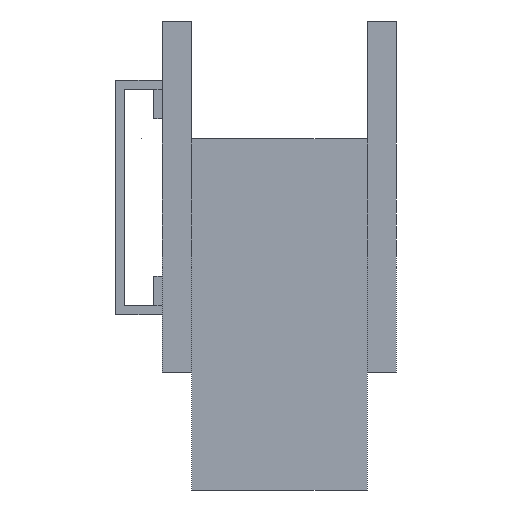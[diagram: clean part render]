
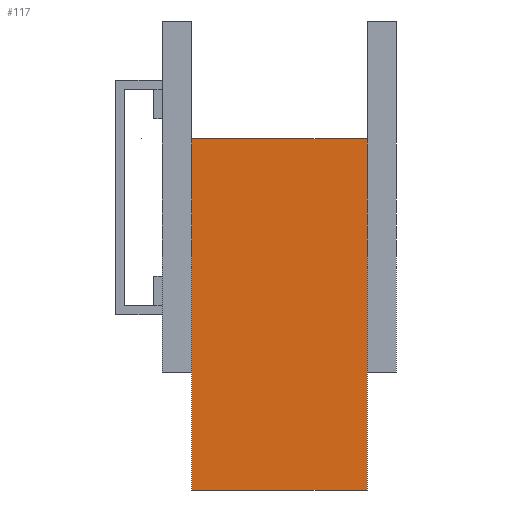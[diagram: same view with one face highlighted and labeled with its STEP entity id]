
A CAD part, left-side view. The second image highlights one B-rep face of the part: STEP entity #117.
In plain terms, the highlighted planar face has unit normal (-1, 0, 0).
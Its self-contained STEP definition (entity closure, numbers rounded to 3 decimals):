
#117=ADVANCED_FACE('',(#291),#2510,.T.);
#291=FACE_OUTER_BOUND('',#475,.T.);
#475=EDGE_LOOP('',(#796,#797,#798,#799,#800));
#796=ORIENTED_EDGE('',*,*,#1493,.T.);
#797=ORIENTED_EDGE('',*,*,#1515,.T.);
#798=ORIENTED_EDGE('',*,*,#1508,.T.);
#799=ORIENTED_EDGE('',*,*,#1514,.F.);
#800=ORIENTED_EDGE('',*,*,#1512,.F.);
#1493=EDGE_CURVE('',#2267,#2266,#1896,.T.);
#1508=EDGE_CURVE('',#2274,#2277,#1911,.T.);
#1512=EDGE_CURVE('',#2267,#2279,#1915,.T.);
#1514=EDGE_CURVE('',#2279,#2277,#1917,.T.);
#1515=EDGE_CURVE('',#2266,#2274,#1918,.T.);
#1896=B_SPLINE_CURVE_WITH_KNOTS('',1,(#3359,#3360),.UNSPECIFIED.,.F.,.F.,
(2,2),(32.441,54.882),.UNSPECIFIED.);
#1911=B_SPLINE_CURVE_WITH_KNOTS('',1,(#3389,#3390),.UNSPECIFIED.,.F.,.F.,
(2,2),(0.,30.),.UNSPECIFIED.);
#1915=B_SPLINE_CURVE_WITH_KNOTS('',1,(#3397,#3398),.UNSPECIFIED.,.F.,.F.,
(2,2),(0.,30.),.UNSPECIFIED.);
#1917=B_SPLINE_CURVE_WITH_KNOTS('',1,(#3401,#3402),.UNSPECIFIED.,.F.,.F.,
(2,2),(106.173,166.173),.UNSPECIFIED.);
#1918=B_SPLINE_CURVE_WITH_KNOTS('',1,(#3403,#3404),.UNSPECIFIED.,.F.,.F.,
(2,2),(126.173,166.173),.UNSPECIFIED.);
#2266=VERTEX_POINT('',#3345);
#2267=VERTEX_POINT('',#3346);
#2274=VERTEX_POINT('',#3353);
#2277=VERTEX_POINT('',#3356);
#2279=VERTEX_POINT('',#3358);
#2510=PLANE('',#2768);
#2768=AXIS2_PLACEMENT_3D('',#3342,#2951,$);
#2951=DIRECTION('',(-1.,0.,0.));
#3342=CARTESIAN_POINT('',(-933.867,-16.42,1181.954));
#3345=CARTESIAN_POINT('',(-933.867,-16.42,1161.954));
#3346=CARTESIAN_POINT('',(-933.867,-16.42,1181.954));
#3353=CARTESIAN_POINT('',(-933.867,-16.42,1121.954));
#3356=CARTESIAN_POINT('',(-933.867,-46.42,1121.954));
#3358=CARTESIAN_POINT('',(-933.867,-46.42,1181.954));
#3359=CARTESIAN_POINT('',(-933.867,-16.42,1181.954));
#3360=CARTESIAN_POINT('',(-933.867,-16.42,1161.954));
#3389=CARTESIAN_POINT('',(-933.867,-16.42,1121.954));
#3390=CARTESIAN_POINT('',(-933.867,-46.42,1121.954));
#3397=CARTESIAN_POINT('',(-933.867,-16.42,1181.954));
#3398=CARTESIAN_POINT('',(-933.867,-46.42,1181.954));
#3401=CARTESIAN_POINT('',(-933.867,-46.42,1181.954));
#3402=CARTESIAN_POINT('',(-933.867,-46.42,1121.954));
#3403=CARTESIAN_POINT('',(-933.867,-16.42,1161.954));
#3404=CARTESIAN_POINT('',(-933.867,-16.42,1121.954));
